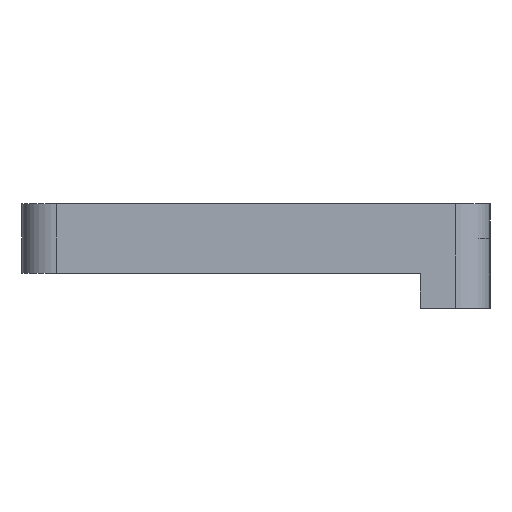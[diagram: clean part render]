
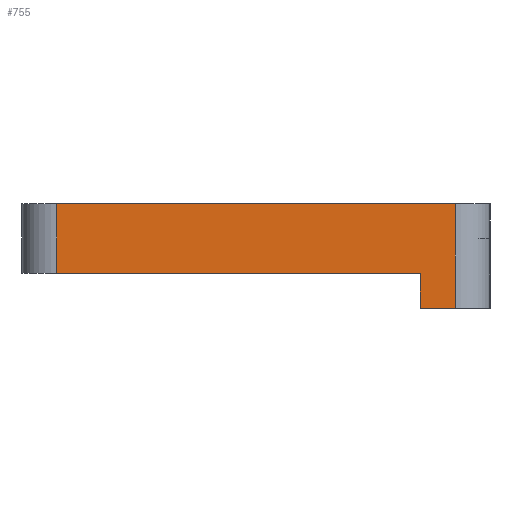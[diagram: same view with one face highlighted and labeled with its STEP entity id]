
A CAD part, left-side view. The second image highlights one B-rep face of the part: STEP entity #755.
In plain terms, the highlighted planar face has unit normal (-1, 0, 0).
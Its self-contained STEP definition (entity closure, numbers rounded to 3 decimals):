
#24=PLANE('',#821);
#51=FACE_OUTER_BOUND('',#93,.T.);
#93=EDGE_LOOP('',(#540,#541,#542,#543,#544,#545));
#140=LINE('',#1144,#216);
#151=LINE('',#1175,#227);
#152=LINE('',#1178,#228);
#153=LINE('',#1180,#229);
#154=LINE('',#1182,#230);
#155=LINE('',#1183,#231);
#216=VECTOR('',#907,10.);
#227=VECTOR('',#934,10.);
#228=VECTOR('',#937,10.);
#229=VECTOR('',#938,10.);
#230=VECTOR('',#939,10.);
#231=VECTOR('',#940,10.);
#330=VERTEX_POINT('',#1141);
#331=VERTEX_POINT('',#1143);
#343=VERTEX_POINT('',#1173);
#344=VERTEX_POINT('',#1177);
#345=VERTEX_POINT('',#1179);
#346=VERTEX_POINT('',#1181);
#406=EDGE_CURVE('',#330,#331,#140,.T.);
#422=EDGE_CURVE('',#343,#330,#151,.T.);
#423=EDGE_CURVE('',#344,#343,#152,.T.);
#424=EDGE_CURVE('',#344,#345,#153,.F.);
#425=EDGE_CURVE('',#346,#345,#154,.T.);
#426=EDGE_CURVE('',#331,#346,#155,.T.);
#540=ORIENTED_EDGE('',*,*,#422,.F.);
#541=ORIENTED_EDGE('',*,*,#423,.F.);
#542=ORIENTED_EDGE('',*,*,#424,.T.);
#543=ORIENTED_EDGE('',*,*,#425,.F.);
#544=ORIENTED_EDGE('',*,*,#426,.F.);
#545=ORIENTED_EDGE('',*,*,#406,.F.);
#755=ADVANCED_FACE('',(#51),#24,.T.);
#821=AXIS2_PLACEMENT_3D('',#1176,#935,#936);
#907=DIRECTION('',(0.,-1.,0.));
#934=DIRECTION('',(0.,0.,1.));
#935=DIRECTION('center_axis',(-1.,0.,0.));
#936=DIRECTION('ref_axis',(0.,-1.,0.));
#937=DIRECTION('',(0.,1.,0.));
#938=DIRECTION('',(0.,0.,1.));
#939=DIRECTION('',(0.,1.,0.));
#940=DIRECTION('',(0.,0.,-1.));
#1141=CARTESIAN_POINT('',(-303.35,278.,21.));
#1143=CARTESIAN_POINT('',(-303.35,255.237,21.));
#1144=CARTESIAN_POINT('',(-303.35,253.237,21.));
#1173=CARTESIAN_POINT('',(-303.35,278.,17.));
#1175=CARTESIAN_POINT('',(-303.35,278.,17.));
#1176=CARTESIAN_POINT('Origin',(-303.35,280.,17.));
#1177=CARTESIAN_POINT('',(-303.35,257.237,17.));
#1178=CARTESIAN_POINT('',(-303.35,253.237,17.));
#1179=CARTESIAN_POINT('',(-303.35,257.237,15.));
#1180=CARTESIAN_POINT('',(-303.35,257.237,17.));
#1181=CARTESIAN_POINT('',(-303.35,255.237,15.));
#1182=CARTESIAN_POINT('',(-303.35,253.237,15.));
#1183=CARTESIAN_POINT('',(-303.35,255.237,17.));
